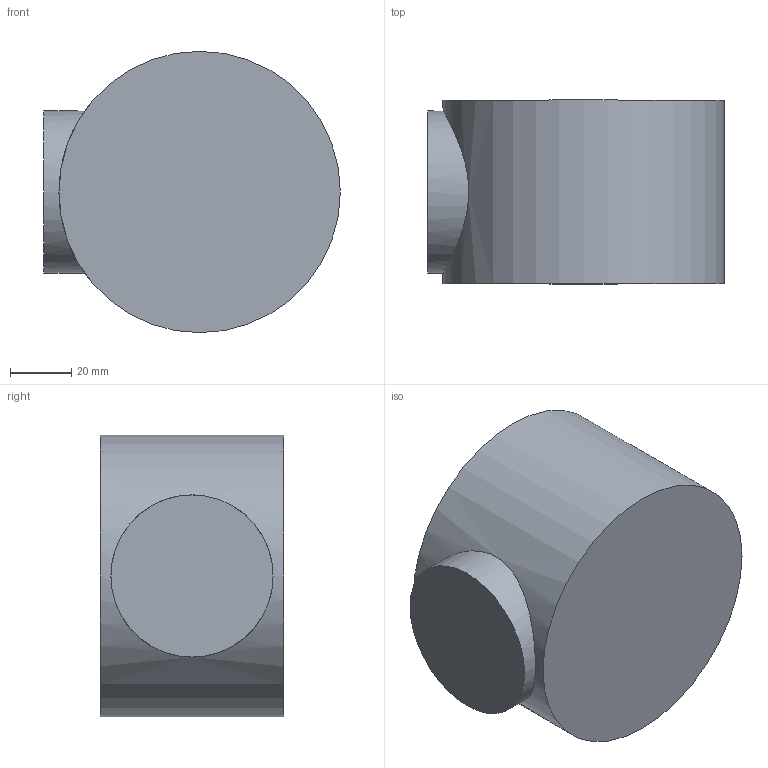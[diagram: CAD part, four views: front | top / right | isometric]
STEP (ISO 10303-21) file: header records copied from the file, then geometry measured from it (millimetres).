
FILE_DESCRIPTION(/* description */ ('','CAx-IF Rec.Pracs.---Representation and Presentation of Product Manufacturing Information (PMI)---4.0---2014-10-13'),/* implementation_level */ '2;1');
FILE_NAME(/* name */ 'hip.step',/* time_stamp */ '2021-08-19T10:43:31-04:00',/* author */ ('boxi'),/* organization */ (''),/* preprocessor_version */ 'ST-DEVELOPER v18',/* originating_system */ 'Autodesk Inventor 2020',/* authorisation */ '');
FILE_SCHEMA (('AP242_MANAGED_MODEL_BASED_3D_ENGINEERING_MIM_LF { 1 0 10303 442 1 1 4 }'));
Length unit declared in the file: millimetre
Products named in the file (1): hip
Bounding box: 97 x 60 x 92 mm (x, y, z)
Volume: 414299.1 mm3; surface area: 32046.2 mm2
Topology: 1 solids, 1 shells, 5 faces, 10 edges, 8 vertices
Faces by surface type: plane 3, cylinder 2
Full cylindrical faces by diameter (mm): 53 x1, 92 x1
Entity records: 334 total; most frequent: CARTESIAN_POINT 107, DIRECTION 52, AXIS2_PLACEMENT_3D 25, ORIENTED_EDGE 20, EDGE_CURVE 10, VERTEX_POINT 8, EDGE_LOOP 6, CIRCLE 6
